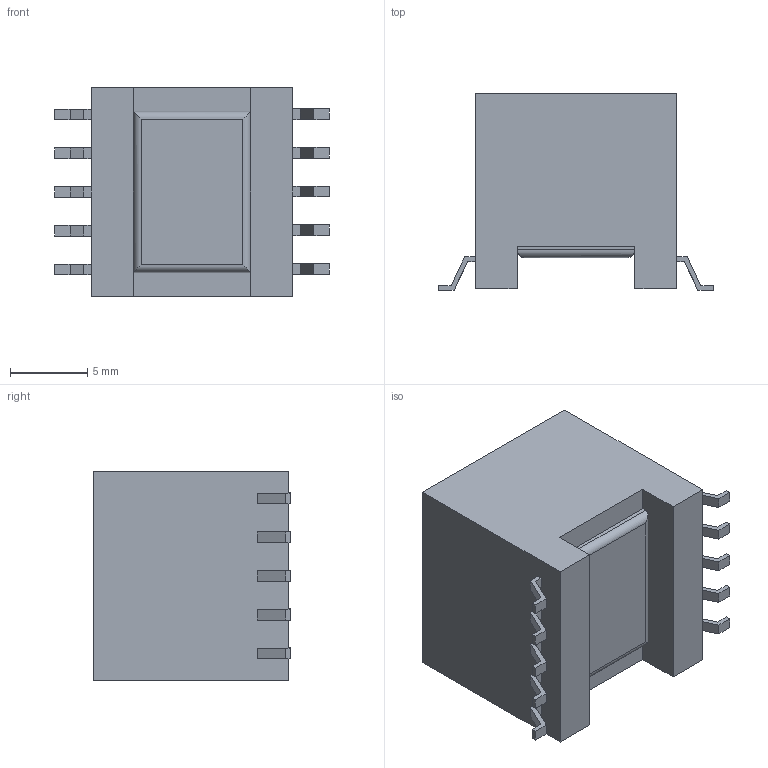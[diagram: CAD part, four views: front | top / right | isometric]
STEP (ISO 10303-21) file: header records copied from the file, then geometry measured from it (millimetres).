
FILE_DESCRIPTION (( 'STEP AP214' ), '1' );
FILE_NAME ('Coilcraft-FA2924-AL.STEP', '2017-02-27T12:46:07', ( 'Windows User' ), ( '' ), 'SwSTEP 2.0', 'SolidWorks 2017', '' );
FILE_SCHEMA (( 'AUTOMOTIVE_DESIGN' ));
Length unit declared in the file: millimetre
Products named in the file (1): Coilcraft-FA2924-AL
Bounding box: 17.75 x 12.7 x 13.46 mm (x, y, z)
Volume: 1987.9 mm3; surface area: 1138.9 mm2
Topology: 1 solids, 1 shells, 135 faces, 637 edges, 541 vertices
Faces by surface type: plane 131, cylinder 4
Entity records: 9196 total; most frequent: CARTESIAN_POINT 3996, ORIENTED_EDGE 1274, EDGE_CURVE 637, DIRECTION 550, VERTEX_POINT 541, B_SPLINE_CURVE_WITH_KNOTS 359, VECTOR 278, LINE 278
